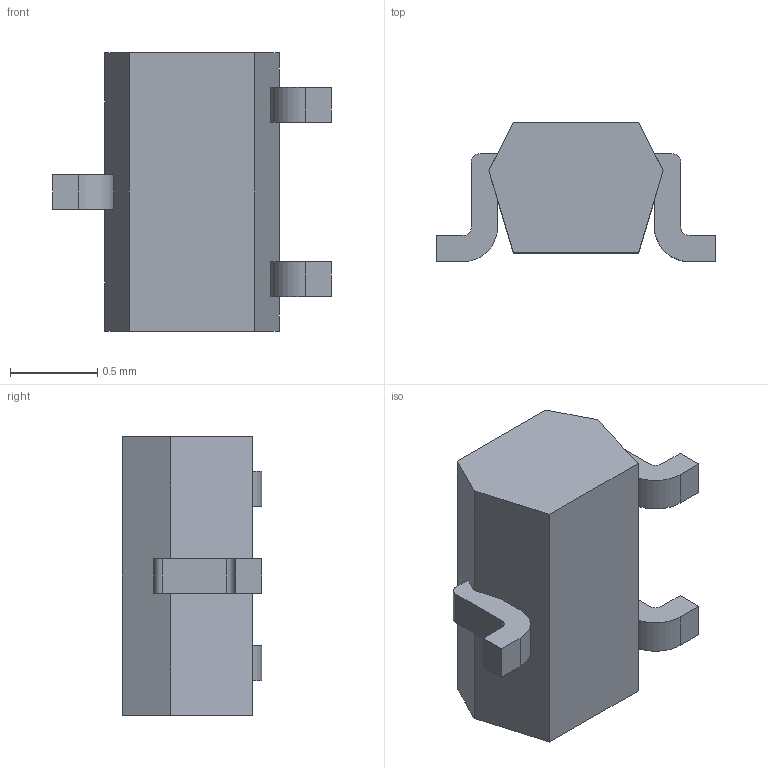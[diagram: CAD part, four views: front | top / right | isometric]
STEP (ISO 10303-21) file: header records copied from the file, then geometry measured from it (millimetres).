
FILE_DESCRIPTION (( 'STEP AP214' ), '1' );
FILE_NAME ('0F7D42ED-69B7-4696-BDEE-C87A092C5B53.STEP', '2023-05-23T00:16:48', ( '' ), ( '' ), 'SwSTEP 2.0', 'SolidWorks 2022', '' );
FILE_SCHEMA (( 'AUTOMOTIVE_DESIGN' ));
Length unit declared in the file: millimetre
Products named in the file (1): 0F7D42ED-69B7-4696-BDEE-C87A092C5B53
Bounding box: 1.6 x 0.8 x 1.6 mm (x, y, z)
Volume: 1.1 mm3; surface area: 7.6 mm2
Topology: 1 solids, 1 shells, 41 faces, 117 edges, 78 vertices
Faces by surface type: plane 32, cylinder 9
Entity records: 1726 total; most frequent: CARTESIAN_POINT 237, ORIENTED_EDGE 234, DIRECTION 219, EDGE_CURVE 117, VECTOR 99, LINE 99, VERTEX_POINT 78, AXIS2_PLACEMENT_3D 60
